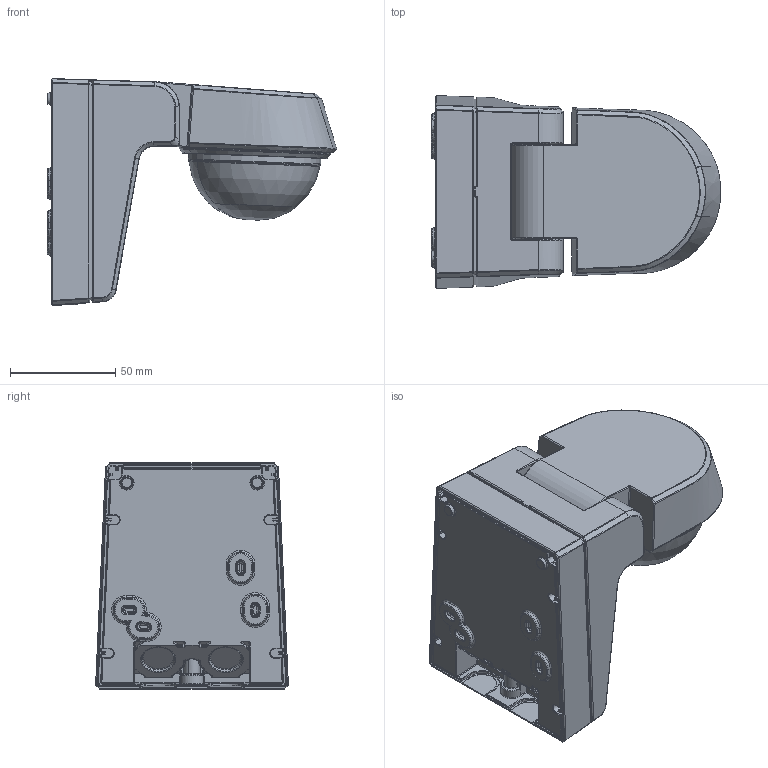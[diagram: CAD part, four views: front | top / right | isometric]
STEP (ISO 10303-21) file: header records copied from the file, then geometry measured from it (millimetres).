
FILE_DESCRIPTION((''),'2;1');
FILE_NAME('');
FILE_SCHEMA(('CONFIG_CONTROL_DESIGN'));
Products named in the file (1): EM10025389
Bounding box: 137.51 x 91.68 x 107.86 mm (x, y, z)
Volume: 588012.4 mm3; surface area: 67810.8 mm2
Topology: 4 solids, 4 shells, 1381 faces, 3271 edges, 1817 vertices
Faces by surface type: cylinder 523, plane 250, bspline 237, torus 206, sphere 84, revolution 45, cone 32, extrusion 4
Entity records: 68301 total; most frequent: CARTESIAN_POINT 40536, ORIENTED_EDGE 6334, DIRECTION 4352, EDGE_CURVE 3167, AXIS2_PLACEMENT_3D 2214, VERTEX_POINT 1817, EDGE_LOOP 1404, ADVANCED_FACE 1381
